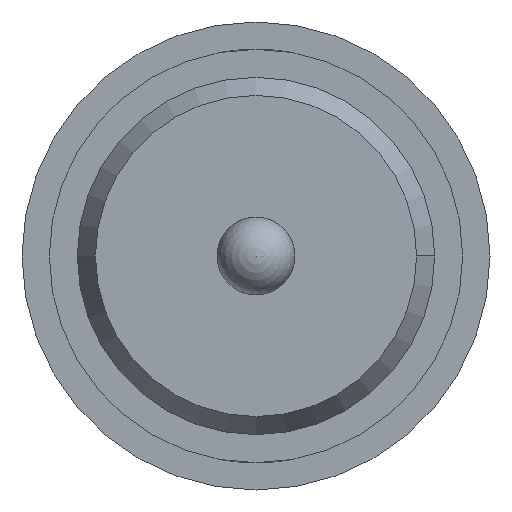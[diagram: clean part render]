
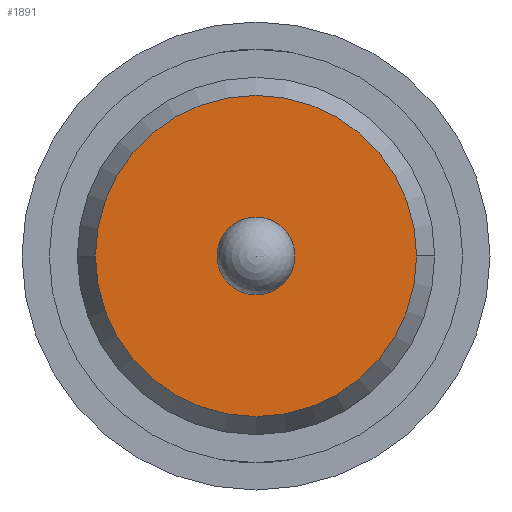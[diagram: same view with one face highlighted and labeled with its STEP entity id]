
A CAD part, front view. The second image highlights one B-rep face of the part: STEP entity #1891.
In plain terms, the highlighted planar face has unit normal (0, -1, 0).
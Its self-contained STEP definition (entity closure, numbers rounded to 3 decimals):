
#5 = DIRECTION ( 'NONE',  ( 0., 0., -1. ) ) ;
#89 = DIRECTION ( 'NONE',  ( 1., 0., 0. ) ) ;
#209 = DIRECTION ( 'NONE',  ( 0., 1., 0. ) ) ;
#423 = DIRECTION ( 'NONE',  ( 0., -1., 0. ) ) ;
#431 = EDGE_CURVE ( 'Defeature ausgef�hrt1_22+Defeature ausgef�hrt1_24+Defeature ausgef�hrt1_24+Defeature ausgef�hrt1_24', #2434, #4737, #3593, .T. ) ;
#550 = CARTESIAN_POINT ( 'NONE',  ( 1.03, -28.6, 0. ) ) ;
#803 = CIRCLE ( 'NONE', #4851, 1.03 ) ;
#813 = EDGE_LOOP ( 'NONE', ( #5016, #4563 ) ) ;
#839 = VERTEX_POINT ( 'NONE', #3433 ) ;
#854 = DIRECTION ( 'NONE',  ( 0., -1., 0. ) ) ;
#881 = CARTESIAN_POINT ( 'NONE',  ( -1.03, -28.6, 0. ) ) ;
#1073 = CARTESIAN_POINT ( 'NONE',  ( 0., -28.6, -0.25 ) ) ;
#1462 = VERTEX_POINT ( 'NONE', #1073 ) ;
#1620 = AXIS2_PLACEMENT_3D ( 'NONE', #3067, #209, #2226 ) ;
#1826 = DIRECTION ( 'NONE',  ( 0., -1., 0. ) ) ;
#1891 = ADVANCED_FACE ( 'Defeature ausgef�hrt1_22', ( #4156, #4016 ), #3834, .T. ) ;
#2159 = AXIS2_PLACEMENT_3D ( 'NONE', #2506, #854, #89 ) ;
#2188 = ORIENTED_EDGE ( 'NONE', *, *, #431, .T. ) ;
#2226 = DIRECTION ( 'NONE',  ( 0., 0., -1. ) ) ;
#2421 = DIRECTION ( 'NONE',  ( 0., 1., 0. ) ) ;
#2434 = VERTEX_POINT ( 'NONE', #550 ) ;
#2506 = CARTESIAN_POINT ( 'NONE',  ( 0., -28.6, 0. ) ) ;
#2690 = DIRECTION ( 'NONE',  ( 1., 0., 0. ) ) ;
#2859 = EDGE_CURVE ( 'Defeature ausgef�hrt1_22+Defeature ausgef�hrt1_26+Defeature ausgef�hrt1_26+Defeature ausgef�hrt1_26', #1462, #839, #4372, .T. ) ;
#3062 = ORIENTED_EDGE ( 'NONE', *, *, #4270, .T. ) ;
#3067 = CARTESIAN_POINT ( 'NONE',  ( 0., -28.6, 0. ) ) ;
#3222 = AXIS2_PLACEMENT_3D ( 'NONE', #4822, #2421, #5 ) ;
#3274 = DIRECTION ( 'NONE',  ( 1., 0., 0. ) ) ;
#3314 = CARTESIAN_POINT ( 'NONE',  ( 0., -28.6, 0. ) ) ;
#3433 = CARTESIAN_POINT ( 'NONE',  ( 0., -28.6, 0.25 ) ) ;
#3593 = CIRCLE ( 'NONE', #2159, 1.03 ) ;
#3822 = EDGE_LOOP ( 'NONE', ( #3062, #2188 ) ) ;
#3834 = PLANE ( 'NONE',  #3966 ) ;
#3835 = CIRCLE ( 'NONE', #3222, 0.25 ) ;
#3966 = AXIS2_PLACEMENT_3D ( 'NONE', #4303, #1826, #2690 ) ;
#4016 = FACE_OUTER_BOUND ( 'NONE', #3822, .T. ) ;
#4156 = FACE_BOUND ( 'NONE', #813, .T. ) ;
#4270 = EDGE_CURVE ( 'Defeature ausgef�hrt1_22+Defeature ausgef�hrt1_24+Defeature ausgef�hrt1_24+Defeature ausgef�hrt1_24', #4737, #2434, #803, .T. ) ;
#4303 = CARTESIAN_POINT ( 'NONE',  ( -1.145, -28.6, 0. ) ) ;
#4337 = EDGE_CURVE ( 'Defeature ausgef�hrt1_22+Defeature ausgef�hrt1_26+Defeature ausgef�hrt1_26+Defeature ausgef�hrt1_26', #839, #1462, #3835, .T. ) ;
#4372 = CIRCLE ( 'NONE', #1620, 0.25 ) ;
#4563 = ORIENTED_EDGE ( 'NONE', *, *, #2859, .T. ) ;
#4737 = VERTEX_POINT ( 'NONE', #881 ) ;
#4822 = CARTESIAN_POINT ( 'NONE',  ( 0., -28.6, 0. ) ) ;
#4851 = AXIS2_PLACEMENT_3D ( 'NONE', #3314, #423, #3274 ) ;
#5016 = ORIENTED_EDGE ( 'NONE', *, *, #4337, .T. ) ;
